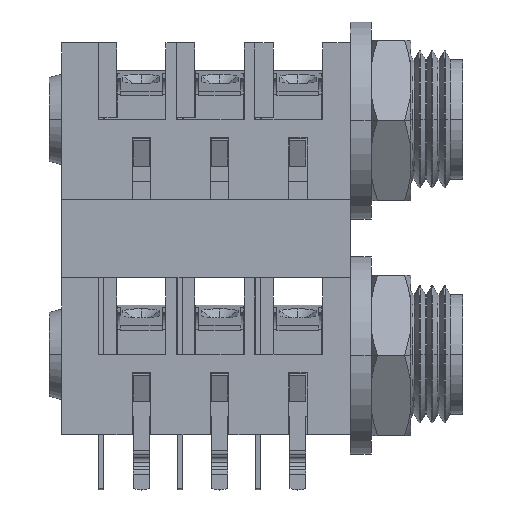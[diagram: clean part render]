
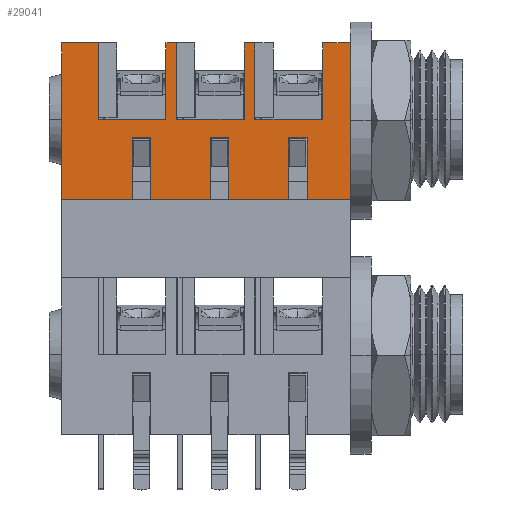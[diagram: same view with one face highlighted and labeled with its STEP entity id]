
A CAD part, front view. The second image highlights one B-rep face of the part: STEP entity #29041.
In plain terms, the highlighted planar face has unit normal (0, -1, 0).
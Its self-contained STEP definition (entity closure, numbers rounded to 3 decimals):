
#23830=CARTESIAN_POINT('',(342.64,126.922,15.825));
#23831=VERTEX_POINT('',#23830);
#23838=CARTESIAN_POINT('',(342.64,126.922,3.125));
#23839=VERTEX_POINT('',#23838);
#23840=CARTESIAN_POINT('',(342.64,126.922,3.125));
#23841=DIRECTION('',(0.0,0.0,1.0));
#23842=VECTOR('',#23841,12.7);
#23843=LINE('',#23840,#23842);
#23844=EDGE_CURVE('',#23839,#23831,#23843,.T.);
#24049=CARTESIAN_POINT('',(334.04,126.922,9.625));
#24050=VERTEX_POINT('',#24049);
#24057=CARTESIAN_POINT('',(334.04,126.922,15.825));
#24058=VERTEX_POINT('',#24057);
#24059=CARTESIAN_POINT('',(334.04,126.922,15.825));
#24060=DIRECTION('',(0.0,0.0,-1.0));
#24061=VECTOR('',#24060,6.2);
#24062=LINE('',#24059,#24061);
#24063=EDGE_CURVE('',#24058,#24050,#24062,.T.);
#24272=CARTESIAN_POINT('',(327.69,126.922,9.625));
#24273=VERTEX_POINT('',#24272);
#24280=CARTESIAN_POINT('',(327.69,126.922,15.825));
#24281=VERTEX_POINT('',#24280);
#24282=CARTESIAN_POINT('',(327.69,126.922,15.825));
#24283=DIRECTION('',(0.0,0.0,-1.0));
#24284=VECTOR('',#24283,6.2);
#24285=LINE('',#24282,#24284);
#24286=EDGE_CURVE('',#24281,#24273,#24285,.T.);
#24501=CARTESIAN_POINT('',(340.39,126.922,9.625));
#24502=VERTEX_POINT('',#24501);
#24509=CARTESIAN_POINT('',(340.39,126.922,15.825));
#24510=VERTEX_POINT('',#24509);
#24511=CARTESIAN_POINT('',(340.39,126.922,15.825));
#24512=DIRECTION('',(0.0,0.0,-1.0));
#24513=VECTOR('',#24512,6.2);
#24514=LINE('',#24511,#24513);
#24515=EDGE_CURVE('',#24510,#24502,#24514,.T.);
#26343=CARTESIAN_POINT('',(328.54,126.922,9.625));
#26344=VERTEX_POINT('',#26343);
#26351=CARTESIAN_POINT('',(334.04,126.922,9.625));
#26352=DIRECTION('',(-1.0,0.0,0.0));
#26353=VECTOR('',#26352,5.5);
#26354=LINE('',#26351,#26353);
#26355=EDGE_CURVE('',#24050,#26344,#26354,.T.);
#26407=CARTESIAN_POINT('',(322.19,126.922,9.625));
#26408=VERTEX_POINT('',#26407);
#26415=CARTESIAN_POINT('',(327.69,126.922,9.625));
#26416=DIRECTION('',(-1.0,0.0,0.0));
#26417=VECTOR('',#26416,5.5);
#26418=LINE('',#26415,#26417);
#26419=EDGE_CURVE('',#24273,#26408,#26418,.T.);
#26471=CARTESIAN_POINT('',(334.89,126.922,9.625));
#26472=VERTEX_POINT('',#26471);
#26479=CARTESIAN_POINT('',(340.39,126.922,9.625));
#26480=DIRECTION('',(-1.0,0.0,0.0));
#26481=VECTOR('',#26480,5.5);
#26482=LINE('',#26479,#26481);
#26483=EDGE_CURVE('',#24502,#26472,#26482,.T.);
#26756=CARTESIAN_POINT('',(339.14,126.922,3.125));
#26757=VERTEX_POINT('',#26756);
#26758=CARTESIAN_POINT('',(342.64,126.922,3.125));
#26759=DIRECTION('',(-1.0,0.0,0.0));
#26760=VECTOR('',#26759,3.5);
#26761=LINE('',#26758,#26760);
#26762=EDGE_CURVE('',#23839,#26757,#26761,.T.);
#26780=CARTESIAN_POINT('',(337.64,126.922,3.125));
#26781=VERTEX_POINT('',#26780);
#26788=CARTESIAN_POINT('',(332.79,126.922,3.125));
#26789=VERTEX_POINT('',#26788);
#26790=CARTESIAN_POINT('',(337.64,126.922,3.125));
#26791=DIRECTION('',(-1.0,0.0,0.0));
#26792=VECTOR('',#26791,4.85);
#26793=LINE('',#26790,#26792);
#26794=EDGE_CURVE('',#26781,#26789,#26793,.T.);
#26812=CARTESIAN_POINT('',(331.29,126.922,3.125));
#26813=VERTEX_POINT('',#26812);
#26820=CARTESIAN_POINT('',(326.44,126.922,3.125));
#26821=VERTEX_POINT('',#26820);
#26822=CARTESIAN_POINT('',(331.29,126.922,3.125));
#26823=DIRECTION('',(-1.0,0.0,0.0));
#26824=VECTOR('',#26823,4.85);
#26825=LINE('',#26822,#26824);
#26826=EDGE_CURVE('',#26813,#26821,#26825,.T.);
#26844=CARTESIAN_POINT('',(324.94,126.922,3.125));
#26845=VERTEX_POINT('',#26844);
#26852=CARTESIAN_POINT('',(319.24,126.922,3.125));
#26853=VERTEX_POINT('',#26852);
#26854=CARTESIAN_POINT('',(324.94,126.922,3.125));
#26855=DIRECTION('',(-1.0,0.0,0.0));
#26856=VECTOR('',#26855,5.7);
#26857=LINE('',#26854,#26856);
#26858=EDGE_CURVE('',#26845,#26853,#26857,.T.);
#27149=CARTESIAN_POINT('',(339.14,126.922,8.125));
#27150=VERTEX_POINT('',#27149);
#27157=CARTESIAN_POINT('',(337.64,126.922,8.125));
#27158=VERTEX_POINT('',#27157);
#27159=CARTESIAN_POINT('',(337.64,126.922,8.125));
#27160=DIRECTION('',(1.0,0.0,0.0));
#27161=VECTOR('',#27160,1.5);
#27162=LINE('',#27159,#27161);
#27163=EDGE_CURVE('',#27158,#27150,#27162,.T.);
#27189=CARTESIAN_POINT('',(326.44,126.922,8.125));
#27190=VERTEX_POINT('',#27189);
#27197=CARTESIAN_POINT('',(324.94,126.922,8.125));
#27198=VERTEX_POINT('',#27197);
#27199=CARTESIAN_POINT('',(324.94,126.922,8.125));
#27200=DIRECTION('',(1.0,0.0,0.0));
#27201=VECTOR('',#27200,1.5);
#27202=LINE('',#27199,#27201);
#27203=EDGE_CURVE('',#27198,#27190,#27202,.T.);
#27229=CARTESIAN_POINT('',(332.79,126.922,8.125));
#27230=VERTEX_POINT('',#27229);
#27237=CARTESIAN_POINT('',(331.29,126.922,8.125));
#27238=VERTEX_POINT('',#27237);
#27239=CARTESIAN_POINT('',(331.29,126.922,8.125));
#27240=DIRECTION('',(1.0,0.0,0.0));
#27241=VECTOR('',#27240,1.5);
#27242=LINE('',#27239,#27241);
#27243=EDGE_CURVE('',#27238,#27230,#27242,.T.);
#27339=CARTESIAN_POINT('',(339.14,126.922,8.125));
#27340=DIRECTION('',(0.0,0.0,-1.0));
#27341=VECTOR('',#27340,5.0);
#27342=LINE('',#27339,#27341);
#27343=EDGE_CURVE('',#27150,#26757,#27342,.T.);
#27421=CARTESIAN_POINT('',(326.44,126.922,8.125));
#27422=DIRECTION('',(0.0,0.0,-1.0));
#27423=VECTOR('',#27422,5.0);
#27424=LINE('',#27421,#27423);
#27425=EDGE_CURVE('',#27190,#26821,#27424,.T.);
#27503=CARTESIAN_POINT('',(332.79,126.922,8.125));
#27504=DIRECTION('',(0.0,0.0,-1.0));
#27505=VECTOR('',#27504,5.0);
#27506=LINE('',#27503,#27505);
#27507=EDGE_CURVE('',#27230,#26789,#27506,.T.);
#27628=CARTESIAN_POINT('',(319.24,126.922,15.825));
#27629=VERTEX_POINT('',#27628);
#27645=CARTESIAN_POINT('',(319.24,126.922,3.125));
#27646=DIRECTION('',(0.0,0.0,1.0));
#27647=VECTOR('',#27646,12.7);
#27648=LINE('',#27645,#27647);
#27649=EDGE_CURVE('',#26853,#27629,#27648,.T.);
#27722=CARTESIAN_POINT('',(331.29,126.922,3.125));
#27723=DIRECTION('',(0.0,0.0,1.0));
#27724=VECTOR('',#27723,5.0);
#27725=LINE('',#27722,#27724);
#27726=EDGE_CURVE('',#26813,#27238,#27725,.T.);
#27772=CARTESIAN_POINT('',(324.94,126.922,3.125));
#27773=DIRECTION('',(0.0,0.0,1.0));
#27774=VECTOR('',#27773,5.0);
#27775=LINE('',#27772,#27774);
#27776=EDGE_CURVE('',#26845,#27198,#27775,.T.);
#27822=CARTESIAN_POINT('',(337.64,126.922,3.125));
#27823=DIRECTION('',(0.0,0.0,1.0));
#27824=VECTOR('',#27823,5.0);
#27825=LINE('',#27822,#27824);
#27826=EDGE_CURVE('',#26781,#27158,#27825,.T.);
#28705=CARTESIAN_POINT('',(328.54,126.922,15.825));
#28706=VERTEX_POINT('',#28705);
#28713=CARTESIAN_POINT('',(328.54,126.922,9.625));
#28714=DIRECTION('',(0.0,0.0,1.0));
#28715=VECTOR('',#28714,6.2);
#28716=LINE('',#28713,#28715);
#28717=EDGE_CURVE('',#26344,#28706,#28716,.T.);
#28750=CARTESIAN_POINT('',(322.19,126.922,15.825));
#28751=VERTEX_POINT('',#28750);
#28758=CARTESIAN_POINT('',(322.19,126.922,9.625));
#28759=DIRECTION('',(0.0,0.0,1.0));
#28760=VECTOR('',#28759,6.2);
#28761=LINE('',#28758,#28760);
#28762=EDGE_CURVE('',#26408,#28751,#28761,.T.);
#28823=CARTESIAN_POINT('',(334.89,126.922,15.825));
#28824=VERTEX_POINT('',#28823);
#28831=CARTESIAN_POINT('',(334.89,126.922,9.625));
#28832=DIRECTION('',(0.0,0.0,1.0));
#28833=VECTOR('',#28832,6.2);
#28834=LINE('',#28831,#28833);
#28835=EDGE_CURVE('',#26472,#28824,#28834,.T.);
#28924=CARTESIAN_POINT('',(342.64,126.922,15.825));
#28925=DIRECTION('',(-1.0,0.0,0.0));
#28926=VECTOR('',#28925,2.25);
#28927=LINE('',#28924,#28926);
#28928=EDGE_CURVE('',#23831,#24510,#28927,.T.);
#28949=CARTESIAN_POINT('',(334.89,126.922,15.825));
#28950=DIRECTION('',(-1.0,0.0,0.0));
#28951=VECTOR('',#28950,0.85);
#28952=LINE('',#28949,#28951);
#28953=EDGE_CURVE('',#28824,#24058,#28952,.T.);
#28972=CARTESIAN_POINT('',(322.19,126.922,15.825));
#28973=DIRECTION('',(-1.0,0.0,0.0));
#28974=VECTOR('',#28973,2.95);
#28975=LINE('',#28972,#28974);
#28976=EDGE_CURVE('',#28751,#27629,#28975,.T.);
#29001=CARTESIAN_POINT('',(342.64,126.922,3.125));
#29002=DIRECTION('',(0.0,-1.0,0.0));
#29003=DIRECTION('',(0.0,0.0,-1.0));
#29004=AXIS2_PLACEMENT_3D('',#29001,#29002,#29003);
#29005=PLANE('',#29004);
#29006=ORIENTED_EDGE('',*,*,#27343,.T.);
#29007=ORIENTED_EDGE('',*,*,#26762,.F.);
#29008=ORIENTED_EDGE('',*,*,#23844,.T.);
#29009=ORIENTED_EDGE('',*,*,#28928,.T.);
#29010=ORIENTED_EDGE('',*,*,#24515,.T.);
#29011=ORIENTED_EDGE('',*,*,#26483,.T.);
#29012=ORIENTED_EDGE('',*,*,#28835,.T.);
#29013=ORIENTED_EDGE('',*,*,#28953,.T.);
#29014=ORIENTED_EDGE('',*,*,#24063,.T.);
#29015=ORIENTED_EDGE('',*,*,#26355,.T.);
#29016=ORIENTED_EDGE('',*,*,#28717,.T.);
#29017=CARTESIAN_POINT('',(328.54,126.922,15.825));
#29018=DIRECTION('',(-1.0,0.0,0.0));
#29019=VECTOR('',#29018,0.85);
#29020=LINE('',#29017,#29019);
#29021=EDGE_CURVE('',#28706,#24281,#29020,.T.);
#29022=ORIENTED_EDGE('',*,*,#29021,.T.);
#29023=ORIENTED_EDGE('',*,*,#24286,.T.);
#29024=ORIENTED_EDGE('',*,*,#26419,.T.);
#29025=ORIENTED_EDGE('',*,*,#28762,.T.);
#29026=ORIENTED_EDGE('',*,*,#28976,.T.);
#29027=ORIENTED_EDGE('',*,*,#27649,.F.);
#29028=ORIENTED_EDGE('',*,*,#26858,.F.);
#29029=ORIENTED_EDGE('',*,*,#27776,.T.);
#29030=ORIENTED_EDGE('',*,*,#27203,.T.);
#29031=ORIENTED_EDGE('',*,*,#27425,.T.);
#29032=ORIENTED_EDGE('',*,*,#26826,.F.);
#29033=ORIENTED_EDGE('',*,*,#27726,.T.);
#29034=ORIENTED_EDGE('',*,*,#27243,.T.);
#29035=ORIENTED_EDGE('',*,*,#27507,.T.);
#29036=ORIENTED_EDGE('',*,*,#26794,.F.);
#29037=ORIENTED_EDGE('',*,*,#27826,.T.);
#29038=ORIENTED_EDGE('',*,*,#27163,.T.);
#29039=EDGE_LOOP('',(#29006,#29007,#29008,#29009,#29010,#29011,#29012,#29013,#29014,#29015,#29016,#29022,#29023,#29024,#29025,#29026,#29027,#29028,#29029,#29030,#29031,#29032,#29033,#29034,#29035,#29036,#29037,#29038));
#29040=FACE_OUTER_BOUND('',#29039,.T.);
#29041=ADVANCED_FACE('',(#29040),#29005,.T.);
